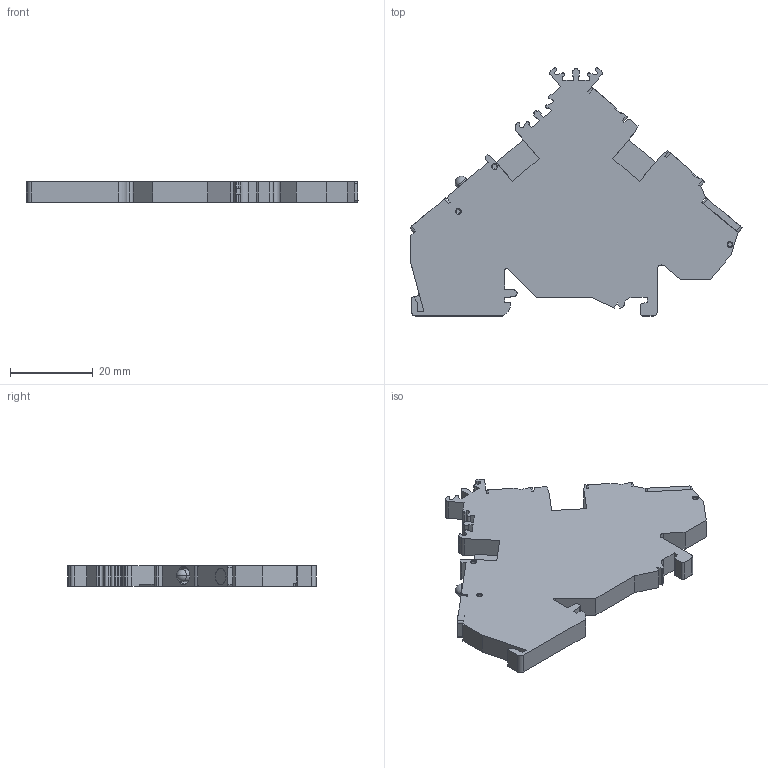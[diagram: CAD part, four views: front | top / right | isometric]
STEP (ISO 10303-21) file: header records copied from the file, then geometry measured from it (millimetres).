
FILE_DESCRIPTION((''),'2;1');
FILE_NAME('5YB576119_ASM','2023-11-17T',('dell'),(''),'PRO/ENGINEER BY PARAMETRIC TECHNOLOGY CORPORATION, 2013230','PRO/ENGINEER BY PARAMETRIC TECHNOLOGY CORPORATION, 2013230','');
FILE_SCHEMA(('AUTOMOTIVE_DESIGN { 1 0 10303 214 1 1 1 1 }'));
Length unit declared in the file: millimetre
Products named in the file (1): 5YB576119_ASM
Bounding box: 80.31 x 60 x 5 mm (x, y, z)
Volume: 12906.9 mm3; surface area: 8054.4 mm2
Topology: 1 solids, 16 shells, 380 faces, 953 edges, 614 vertices
Faces by surface type: plane 212, cylinder 108, cone 52, bspline 4, sphere 2, torus 2
Entity records: 12043 total; most frequent: CARTESIAN_POINT 2299, DIRECTION 1952, ORIENTED_EDGE 1902, EDGE_CURVE 951, AXIS2_PLACEMENT_3D 660, VECTOR 632, LINE 632, VERTEX_POINT 614
